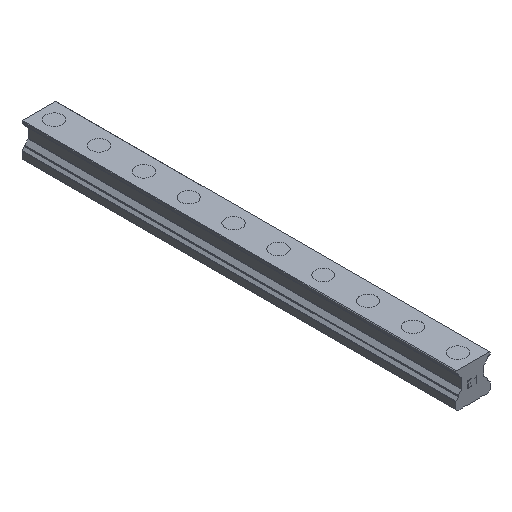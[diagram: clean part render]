
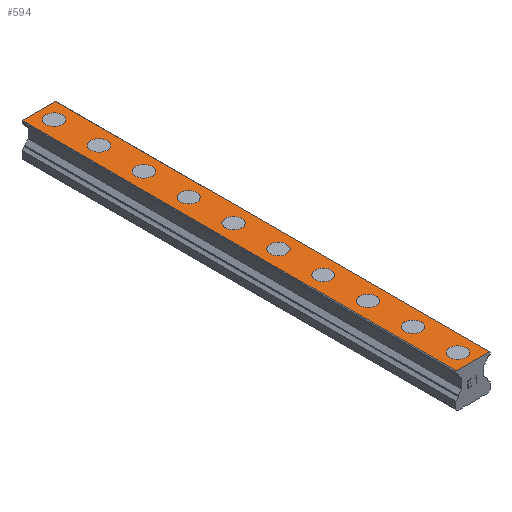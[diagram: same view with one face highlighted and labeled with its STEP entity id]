
A CAD part, isometric view. The second image highlights one B-rep face of the part: STEP entity #594.
In plain terms, the highlighted planar face has unit normal (0, 0, 1).
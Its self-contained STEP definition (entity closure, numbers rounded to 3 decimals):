
#594=ADVANCED_FACE('',(#1231,#1232,#1233,#1234,#1235,#1236,#1237,#1238,#1239,#1240,#1241),#1242,.T.);
#1231=FACE_BOUND('',#1894,.T.);
#1232=FACE_BOUND('',#1895,.T.);
#1233=FACE_BOUND('',#1896,.T.);
#1234=FACE_BOUND('',#1897,.T.);
#1235=FACE_BOUND('',#1898,.T.);
#1236=FACE_BOUND('',#1899,.T.);
#1237=FACE_BOUND('',#1900,.T.);
#1238=FACE_BOUND('',#1901,.T.);
#1239=FACE_BOUND('',#1902,.T.);
#1240=FACE_BOUND('',#1903,.T.);
#1241=FACE_OUTER_BOUND('',#1904,.T.);
#1242=PLANE('',#1905);
#1894=EDGE_LOOP('',(#3610,#3611));
#1895=EDGE_LOOP('',(#3612,#3613));
#1896=EDGE_LOOP('',(#3614,#3615));
#1897=EDGE_LOOP('',(#3616,#3617));
#1898=EDGE_LOOP('',(#3618,#3619));
#1899=EDGE_LOOP('',(#3620,#3621));
#1900=EDGE_LOOP('',(#3622,#3623));
#1901=EDGE_LOOP('',(#3624,#3625));
#1902=EDGE_LOOP('',(#3626,#3627));
#1903=EDGE_LOOP('',(#3628,#3629));
#1904=EDGE_LOOP('',(#3630,#3631,#3632,#3633));
#1905=AXIS2_PLACEMENT_3D('',#3634,#3635,#3636);
#3610=ORIENTED_EDGE('',*,*,#3935,.T.);
#3611=ORIENTED_EDGE('',*,*,#4395,.T.);
#3612=ORIENTED_EDGE('',*,*,#3925,.T.);
#3613=ORIENTED_EDGE('',*,*,#4401,.T.);
#3614=ORIENTED_EDGE('',*,*,#3915,.T.);
#3615=ORIENTED_EDGE('',*,*,#4407,.T.);
#3616=ORIENTED_EDGE('',*,*,#3905,.T.);
#3617=ORIENTED_EDGE('',*,*,#4413,.T.);
#3618=ORIENTED_EDGE('',*,*,#3895,.T.);
#3619=ORIENTED_EDGE('',*,*,#4419,.T.);
#3620=ORIENTED_EDGE('',*,*,#3885,.T.);
#3621=ORIENTED_EDGE('',*,*,#4425,.T.);
#3622=ORIENTED_EDGE('',*,*,#3875,.T.);
#3623=ORIENTED_EDGE('',*,*,#4431,.T.);
#3624=ORIENTED_EDGE('',*,*,#3865,.T.);
#3625=ORIENTED_EDGE('',*,*,#4437,.T.);
#3626=ORIENTED_EDGE('',*,*,#3855,.T.);
#3627=ORIENTED_EDGE('',*,*,#4443,.T.);
#3628=ORIENTED_EDGE('',*,*,#3845,.T.);
#3629=ORIENTED_EDGE('',*,*,#4449,.T.);
#3630=ORIENTED_EDGE('',*,*,#4368,.T.);
#3631=ORIENTED_EDGE('',*,*,#4508,.F.);
#3632=ORIENTED_EDGE('',*,*,#4229,.T.);
#3633=ORIENTED_EDGE('',*,*,#4506,.T.);
#3634=CARTESIAN_POINT('',(0.,290.0,23.6));
#3635=DIRECTION('',(0.0,0.0,1.0));
#3636=DIRECTION('',(-1.0,0.0,0.0));
#3845=EDGE_CURVE('',#4572,#4569,#4573,.T.);
#3855=EDGE_CURVE('',#4590,#4587,#4591,.T.);
#3865=EDGE_CURVE('',#4608,#4605,#4609,.T.);
#3875=EDGE_CURVE('',#4626,#4623,#4627,.T.);
#3885=EDGE_CURVE('',#4644,#4641,#4645,.T.);
#3895=EDGE_CURVE('',#4662,#4659,#4663,.T.);
#3905=EDGE_CURVE('',#4680,#4677,#4681,.T.);
#3915=EDGE_CURVE('',#4698,#4695,#4699,.T.);
#3925=EDGE_CURVE('',#4716,#4713,#4717,.T.);
#3935=EDGE_CURVE('',#4734,#4731,#4735,.T.);
#4229=EDGE_CURVE('',#5173,#5171,#5174,.T.);
#4368=EDGE_CURVE('',#5406,#5404,#5407,.T.);
#4395=EDGE_CURVE('',#4731,#4734,#5458,.T.);
#4401=EDGE_CURVE('',#4713,#4716,#5464,.T.);
#4407=EDGE_CURVE('',#4695,#4698,#5470,.T.);
#4413=EDGE_CURVE('',#4677,#4680,#5476,.T.);
#4419=EDGE_CURVE('',#4659,#4662,#5482,.T.);
#4425=EDGE_CURVE('',#4641,#4644,#5488,.T.);
#4431=EDGE_CURVE('',#4623,#4626,#5494,.T.);
#4437=EDGE_CURVE('',#4605,#4608,#5500,.T.);
#4443=EDGE_CURVE('',#4587,#4590,#5506,.T.);
#4449=EDGE_CURVE('',#4569,#4572,#5512,.T.);
#4506=EDGE_CURVE('',#5171,#5406,#5569,.T.);
#4508=EDGE_CURVE('',#5173,#5404,#5571,.T.);
#4569=VERTEX_POINT('',#5634);
#4572=VERTEX_POINT('',#5638);
#4573=CIRCLE('',#5639,5.5);
#4587=VERTEX_POINT('',#5656);
#4590=VERTEX_POINT('',#5660);
#4591=CIRCLE('',#5661,5.5);
#4605=VERTEX_POINT('',#5678);
#4608=VERTEX_POINT('',#5682);
#4609=CIRCLE('',#5683,5.5);
#4623=VERTEX_POINT('',#5700);
#4626=VERTEX_POINT('',#5704);
#4627=CIRCLE('',#5705,5.5);
#4641=VERTEX_POINT('',#5722);
#4644=VERTEX_POINT('',#5726);
#4645=CIRCLE('',#5727,5.5);
#4659=VERTEX_POINT('',#5744);
#4662=VERTEX_POINT('',#5748);
#4663=CIRCLE('',#5749,5.5);
#4677=VERTEX_POINT('',#5766);
#4680=VERTEX_POINT('',#5770);
#4681=CIRCLE('',#5771,5.5);
#4695=VERTEX_POINT('',#5788);
#4698=VERTEX_POINT('',#5792);
#4699=CIRCLE('',#5793,5.5);
#4713=VERTEX_POINT('',#5810);
#4716=VERTEX_POINT('',#5814);
#4717=CIRCLE('',#5815,5.5);
#4731=VERTEX_POINT('',#5832);
#4734=VERTEX_POINT('',#5836);
#4735=CIRCLE('',#5837,5.5);
#5171=VERTEX_POINT('',#6424);
#5173=VERTEX_POINT('',#6427);
#5174=LINE('',#6428,#6429);
#5404=VERTEX_POINT('',#6754);
#5406=VERTEX_POINT('',#6757);
#5407=LINE('',#6758,#6759);
#5458=CIRCLE('',#6826,5.5);
#5464=CIRCLE('',#6832,5.5);
#5470=CIRCLE('',#6838,5.5);
#5476=CIRCLE('',#6844,5.5);
#5482=CIRCLE('',#6850,5.5);
#5488=CIRCLE('',#6856,5.5);
#5494=CIRCLE('',#6862,5.5);
#5500=CIRCLE('',#6868,5.5);
#5506=CIRCLE('',#6874,5.5);
#5512=CIRCLE('',#6880,5.5);
#5569=LINE('',#6963,#6964);
#5571=LINE('',#6966,#6967);
#5634=CARTESIAN_POINT('',(5.5,10.0,23.6));
#5638=CARTESIAN_POINT('',(-5.5,10.0,23.6));
#5639=AXIS2_PLACEMENT_3D('',#7051,#7052,#7053);
#5656=CARTESIAN_POINT('',(5.5,40.0,23.6));
#5660=CARTESIAN_POINT('',(-5.5,40.0,23.6));
#5661=AXIS2_PLACEMENT_3D('',#7067,#7068,#7069);
#5678=CARTESIAN_POINT('',(5.5,70.0,23.6));
#5682=CARTESIAN_POINT('',(-5.5,70.0,23.6));
#5683=AXIS2_PLACEMENT_3D('',#7083,#7084,#7085);
#5700=CARTESIAN_POINT('',(5.5,100.0,23.6));
#5704=CARTESIAN_POINT('',(-5.5,100.0,23.6));
#5705=AXIS2_PLACEMENT_3D('',#7099,#7100,#7101);
#5722=CARTESIAN_POINT('',(5.5,130.0,23.6));
#5726=CARTESIAN_POINT('',(-5.5,130.0,23.6));
#5727=AXIS2_PLACEMENT_3D('',#7115,#7116,#7117);
#5744=CARTESIAN_POINT('',(5.5,160.0,23.6));
#5748=CARTESIAN_POINT('',(-5.5,160.0,23.6));
#5749=AXIS2_PLACEMENT_3D('',#7131,#7132,#7133);
#5766=CARTESIAN_POINT('',(5.5,190.0,23.6));
#5770=CARTESIAN_POINT('',(-5.5,190.0,23.6));
#5771=AXIS2_PLACEMENT_3D('',#7147,#7148,#7149);
#5788=CARTESIAN_POINT('',(5.5,220.0,23.6));
#5792=CARTESIAN_POINT('',(-5.5,220.0,23.6));
#5793=AXIS2_PLACEMENT_3D('',#7163,#7164,#7165);
#5810=CARTESIAN_POINT('',(5.5,250.0,23.6));
#5814=CARTESIAN_POINT('',(-5.5,250.0,23.6));
#5815=AXIS2_PLACEMENT_3D('',#7179,#7180,#7181);
#5832=CARTESIAN_POINT('',(5.5,280.0,23.6));
#5836=CARTESIAN_POINT('',(-5.5,280.0,23.6));
#5837=AXIS2_PLACEMENT_3D('',#7195,#7196,#7197);
#6424=CARTESIAN_POINT('',(-11.1,290.0,23.6));
#6427=CARTESIAN_POINT('',(11.1,290.0,23.6));
#6428=CARTESIAN_POINT('',(11.1,290.0,23.6));
#6429=VECTOR('',#7530,1.0);
#6754=CARTESIAN_POINT('',(11.1,0.0,23.6));
#6757=CARTESIAN_POINT('',(-11.1,0.0,23.6));
#6758=CARTESIAN_POINT('',(11.1,0.0,23.6));
#6759=VECTOR('',#7681,1.0);
#6826=AXIS2_PLACEMENT_3D('',#7725,#7726,#7727);
#6832=AXIS2_PLACEMENT_3D('',#7734,#7735,#7736);
#6838=AXIS2_PLACEMENT_3D('',#7743,#7744,#7745);
#6844=AXIS2_PLACEMENT_3D('',#7752,#7753,#7754);
#6850=AXIS2_PLACEMENT_3D('',#7761,#7762,#7763);
#6856=AXIS2_PLACEMENT_3D('',#7770,#7771,#7772);
#6862=AXIS2_PLACEMENT_3D('',#7779,#7780,#7781);
#6868=AXIS2_PLACEMENT_3D('',#7788,#7789,#7790);
#6874=AXIS2_PLACEMENT_3D('',#7797,#7798,#7799);
#6880=AXIS2_PLACEMENT_3D('',#7806,#7807,#7808);
#6963=CARTESIAN_POINT('',(-11.1,290.0,23.6));
#6964=VECTOR('',#7841,1.0);
#6966=CARTESIAN_POINT('',(11.1,290.0,23.6));
#6967=VECTOR('',#7842,1.0);
#7051=CARTESIAN_POINT('',(0.0,10.0,23.6));
#7052=DIRECTION('',(0.0,0.0,-1.0));
#7053=DIRECTION('',(1.0,0.0,0.0));
#7067=CARTESIAN_POINT('',(0.0,40.0,23.6));
#7068=DIRECTION('',(0.0,0.0,-1.0));
#7069=DIRECTION('',(1.0,0.0,0.0));
#7083=CARTESIAN_POINT('',(0.0,70.0,23.6));
#7084=DIRECTION('',(0.0,0.0,-1.0));
#7085=DIRECTION('',(1.0,0.0,0.0));
#7099=CARTESIAN_POINT('',(0.0,100.0,23.6));
#7100=DIRECTION('',(0.0,0.0,-1.0));
#7101=DIRECTION('',(1.0,0.0,0.0));
#7115=CARTESIAN_POINT('',(0.0,130.0,23.6));
#7116=DIRECTION('',(0.0,0.0,-1.0));
#7117=DIRECTION('',(1.0,0.0,0.0));
#7131=CARTESIAN_POINT('',(0.0,160.0,23.6));
#7132=DIRECTION('',(0.0,0.0,-1.0));
#7133=DIRECTION('',(1.0,0.0,0.0));
#7147=CARTESIAN_POINT('',(0.0,190.0,23.6));
#7148=DIRECTION('',(0.0,0.0,-1.0));
#7149=DIRECTION('',(1.0,0.0,0.0));
#7163=CARTESIAN_POINT('',(0.0,220.0,23.6));
#7164=DIRECTION('',(0.0,0.0,-1.0));
#7165=DIRECTION('',(1.0,0.0,0.0));
#7179=CARTESIAN_POINT('',(0.0,250.0,23.6));
#7180=DIRECTION('',(0.0,0.0,-1.0));
#7181=DIRECTION('',(1.0,0.0,0.0));
#7195=CARTESIAN_POINT('',(0.0,280.0,23.6));
#7196=DIRECTION('',(0.0,0.0,-1.0));
#7197=DIRECTION('',(1.0,0.0,0.0));
#7530=DIRECTION('',(-1.0,0.0,0.0));
#7681=DIRECTION('',(1.0,0.0,0.0));
#7725=CARTESIAN_POINT('',(0.0,280.0,23.6));
#7726=DIRECTION('',(0.0,0.0,-1.0));
#7727=DIRECTION('',(1.0,0.0,0.0));
#7734=CARTESIAN_POINT('',(0.0,250.0,23.6));
#7735=DIRECTION('',(0.0,0.0,-1.0));
#7736=DIRECTION('',(1.0,0.0,0.0));
#7743=CARTESIAN_POINT('',(0.0,220.0,23.6));
#7744=DIRECTION('',(0.0,0.0,-1.0));
#7745=DIRECTION('',(1.0,0.0,0.0));
#7752=CARTESIAN_POINT('',(0.0,190.0,23.6));
#7753=DIRECTION('',(0.0,0.0,-1.0));
#7754=DIRECTION('',(1.0,0.0,0.0));
#7761=CARTESIAN_POINT('',(0.0,160.0,23.6));
#7762=DIRECTION('',(0.0,0.0,-1.0));
#7763=DIRECTION('',(1.0,0.0,0.0));
#7770=CARTESIAN_POINT('',(0.0,130.0,23.6));
#7771=DIRECTION('',(0.0,0.0,-1.0));
#7772=DIRECTION('',(1.0,0.0,0.0));
#7779=CARTESIAN_POINT('',(0.0,100.0,23.6));
#7780=DIRECTION('',(0.0,0.0,-1.0));
#7781=DIRECTION('',(1.0,0.0,0.0));
#7788=CARTESIAN_POINT('',(0.0,70.0,23.6));
#7789=DIRECTION('',(0.0,0.0,-1.0));
#7790=DIRECTION('',(1.0,0.0,0.0));
#7797=CARTESIAN_POINT('',(0.0,40.0,23.6));
#7798=DIRECTION('',(0.0,0.0,-1.0));
#7799=DIRECTION('',(1.0,0.0,0.0));
#7806=CARTESIAN_POINT('',(0.0,10.0,23.6));
#7807=DIRECTION('',(0.0,0.0,-1.0));
#7808=DIRECTION('',(1.0,0.0,0.0));
#7841=DIRECTION('',(0.0,-1.0,0.0));
#7842=DIRECTION('',(0.0,-1.0,0.0));
